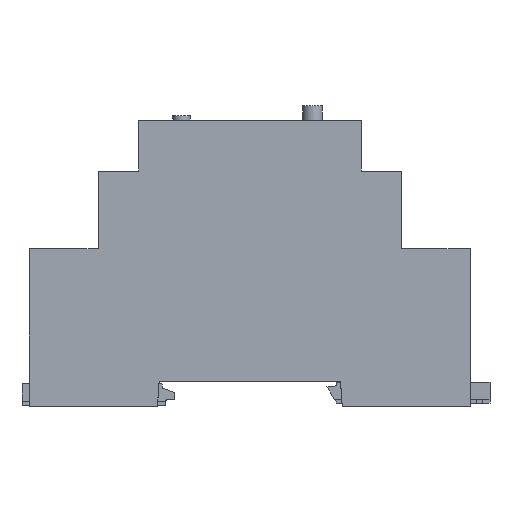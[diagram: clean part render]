
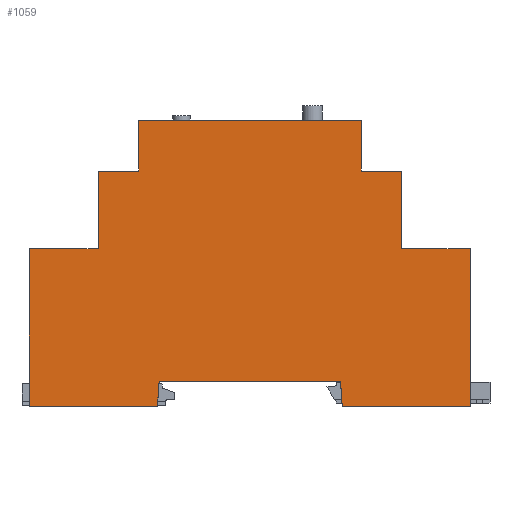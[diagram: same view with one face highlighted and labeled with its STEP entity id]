
A CAD part, left-side view. The second image highlights one B-rep face of the part: STEP entity #1059.
In plain terms, the highlighted planar face has unit normal (-1, 0, 0).
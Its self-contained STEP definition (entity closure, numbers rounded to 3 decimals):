
#1059=ADVANCED_FACE('',(#7516),#7518,.T.);
#7516=FACE_BOUND('',#7517,.T.);
#7517=EDGE_LOOP('',(#13082,#13083,#13084,#13085,#13086,#13087,#13088,#13089,#13090,
#13091,#13092,#13093,#13094,#13095,#13096,#13097));
#7518=PLANE('',#7519);
#7519=AXIS2_PLACEMENT_3D('',#7520,#7521,#7522);
#7520=CARTESIAN_POINT('',(-44.,0.,0.));
#7521=DIRECTION('',(-1.,0.,0.));
#7522=DIRECTION('',(0.,0.,-1.));
#13082=ORIENTED_EDGE('',*,*,#17075,.T.);
#13083=ORIENTED_EDGE('',*,*,#17089,.T.);
#13084=ORIENTED_EDGE('',*,*,#17090,.T.);
#13085=ORIENTED_EDGE('',*,*,#17091,.T.);
#13086=ORIENTED_EDGE('',*,*,#17092,.T.);
#13087=ORIENTED_EDGE('',*,*,#17093,.T.);
#13088=ORIENTED_EDGE('',*,*,#17094,.T.);
#13089=ORIENTED_EDGE('',*,*,#17095,.T.);
#13090=ORIENTED_EDGE('',*,*,#17096,.T.);
#13091=ORIENTED_EDGE('',*,*,#17097,.T.);
#13092=ORIENTED_EDGE('',*,*,#17098,.T.);
#13093=ORIENTED_EDGE('',*,*,#17099,.T.);
#13094=ORIENTED_EDGE('',*,*,#17100,.T.);
#13095=ORIENTED_EDGE('',*,*,#17101,.T.);
#13096=ORIENTED_EDGE('',*,*,#17057,.T.);
#13097=ORIENTED_EDGE('',*,*,#16965,.T.);
#16965=EDGE_CURVE('',#19384,#19388,#19390,.T.);
#17057=EDGE_CURVE('',#19483,#19384,#19484,.T.);
#17075=EDGE_CURVE('',#19388,#19516,#19518,.T.);
#17089=EDGE_CURVE('',#19516,#19544,#19545,.T.);
#17090=EDGE_CURVE('',#19544,#19546,#19547,.T.);
#17091=EDGE_CURVE('',#19546,#19548,#19549,.T.);
#17092=EDGE_CURVE('',#19548,#19550,#19551,.T.);
#17093=EDGE_CURVE('',#19550,#19552,#19553,.T.);
#17094=EDGE_CURVE('',#19552,#19554,#19555,.T.);
#17095=EDGE_CURVE('',#19554,#19556,#19557,.T.);
#17096=EDGE_CURVE('',#19556,#19558,#19559,.T.);
#17097=EDGE_CURVE('',#19558,#19560,#19561,.T.);
#17098=EDGE_CURVE('',#19560,#19562,#19563,.T.);
#17099=EDGE_CURVE('',#19562,#19564,#19565,.T.);
#17100=EDGE_CURVE('',#19564,#19566,#19567,.T.);
#17101=EDGE_CURVE('',#19566,#19483,#19568,.T.);
#19384=VERTEX_POINT('',#23303);
#19388=VERTEX_POINT('',#23311);
#19390=LINE('',#23315,#23316);
#19483=VERTEX_POINT('',#23592);
#19484=LINE('',#23593,#23594);
#19516=VERTEX_POINT('',#23659);
#19518=LINE('',#23663,#23664);
#19544=VERTEX_POINT('',#23719);
#19545=LINE('',#23720,#23721);
#19546=VERTEX_POINT('',#23723);
#19547=LINE('',#23724,#23725);
#19548=VERTEX_POINT('',#23727);
#19549=LINE('',#23728,#23729);
#19550=VERTEX_POINT('',#23731);
#19551=LINE('',#23732,#23733);
#19552=VERTEX_POINT('',#23735);
#19553=LINE('',#23736,#23737);
#19554=VERTEX_POINT('',#23739);
#19555=LINE('',#23740,#23741);
#19556=VERTEX_POINT('',#23743);
#19557=LINE('',#23744,#23745);
#19558=VERTEX_POINT('',#23747);
#19559=LINE('',#23748,#23749);
#19560=VERTEX_POINT('',#23751);
#19561=LINE('',#23752,#23753);
#19562=VERTEX_POINT('',#23755);
#19563=LINE('',#23756,#23757);
#19564=VERTEX_POINT('',#23759);
#19565=LINE('',#23760,#23761);
#19566=VERTEX_POINT('',#23763);
#19567=LINE('',#23764,#23765);
#19568=LINE('',#23767,#23768);
#23303=CARTESIAN_POINT('',(-44.,30.7,26.878));
#23311=CARTESIAN_POINT('',(-44.,44.6,26.878));
#23315=CARTESIAN_POINT('',(-44.,30.7,26.878));
#23316=VECTOR('',#23317,1.);
#23317=DIRECTION('',(0.,1.,0.));
#23592=CARTESIAN_POINT('',(-44.,30.7,42.606));
#23593=CARTESIAN_POINT('',(-44.,30.7,42.606));
#23594=VECTOR('',#23595,1.);
#23595=DIRECTION('',(0.,0.,-1.));
#23659=CARTESIAN_POINT('',(-44.,44.6,-4.987));
#23663=CARTESIAN_POINT('',(-44.,44.6,26.878));
#23664=VECTOR('',#23665,1.);
#23665=DIRECTION('',(0.,0.,-1.));
#23719=CARTESIAN_POINT('',(-44.,18.7,-4.987));
#23720=CARTESIAN_POINT('',(-44.,44.6,-4.987));
#23721=VECTOR('',#23722,1.);
#23722=DIRECTION('',(0.,-1.,0.));
#23723=CARTESIAN_POINT('',(-44.,18.351,0.));
#23724=CARTESIAN_POINT('',(-44.,18.7,-4.987));
#23725=VECTOR('',#23726,1.);
#23726=DIRECTION('',(0.,-0.07,0.998));
#23727=CARTESIAN_POINT('',(-44.,-18.351,0.));
#23728=CARTESIAN_POINT('',(-44.,18.351,0.));
#23729=VECTOR('',#23730,1.);
#23730=DIRECTION('',(0.,-1.,0.));
#23731=CARTESIAN_POINT('',(-44.,-18.7,-4.987));
#23732=CARTESIAN_POINT('',(-44.,-18.351,0.));
#23733=VECTOR('',#23734,1.);
#23734=DIRECTION('',(0.,-0.07,-0.998));
#23735=CARTESIAN_POINT('',(-44.,-44.6,-4.987));
#23736=CARTESIAN_POINT('',(-44.,-18.7,-4.987));
#23737=VECTOR('',#23738,1.);
#23738=DIRECTION('',(0.,-1.,0.));
#23739=CARTESIAN_POINT('',(-44.,-44.6,26.878));
#23740=CARTESIAN_POINT('',(-44.,-44.6,-4.987));
#23741=VECTOR('',#23742,1.);
#23742=DIRECTION('',(0.,0.,1.));
#23743=CARTESIAN_POINT('',(-44.,-30.7,26.878));
#23744=CARTESIAN_POINT('',(-44.,-44.6,26.878));
#23745=VECTOR('',#23746,1.);
#23746=DIRECTION('',(0.,1.,0.));
#23747=CARTESIAN_POINT('',(-44.,-30.7,42.606));
#23748=CARTESIAN_POINT('',(-44.,-30.7,26.878));
#23749=VECTOR('',#23750,1.);
#23750=DIRECTION('',(0.,0.,1.));
#23751=CARTESIAN_POINT('',(-44.,-22.5,42.606));
#23752=CARTESIAN_POINT('',(-44.,-30.7,42.606));
#23753=VECTOR('',#23754,1.);
#23754=DIRECTION('',(0.,1.,0.));
#23755=CARTESIAN_POINT('',(-44.,-22.5,52.804));
#23756=CARTESIAN_POINT('',(-44.,-22.5,42.606));
#23757=VECTOR('',#23758,1.);
#23758=DIRECTION('',(0.,0.,1.));
#23759=CARTESIAN_POINT('',(-44.,22.5,52.804));
#23760=CARTESIAN_POINT('',(-44.,-22.5,52.804));
#23761=VECTOR('',#23762,1.);
#23762=DIRECTION('',(0.,1.,0.));
#23763=CARTESIAN_POINT('',(-44.,22.5,42.606));
#23764=CARTESIAN_POINT('',(-44.,22.5,52.804));
#23765=VECTOR('',#23766,1.);
#23766=DIRECTION('',(0.,0.,-1.));
#23767=CARTESIAN_POINT('',(-44.,22.5,42.606));
#23768=VECTOR('',#23769,1.);
#23769=DIRECTION('',(0.,1.,0.));
